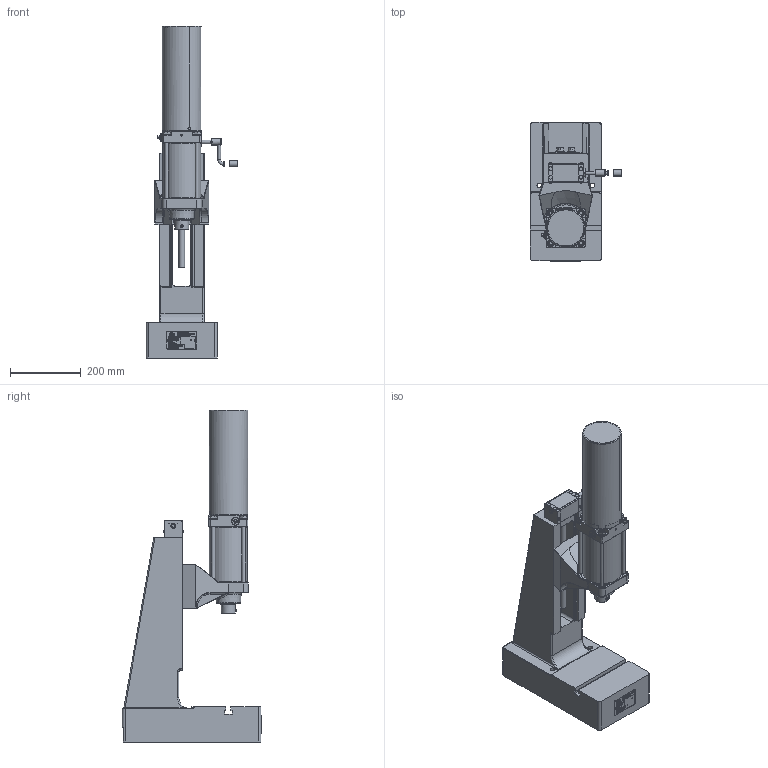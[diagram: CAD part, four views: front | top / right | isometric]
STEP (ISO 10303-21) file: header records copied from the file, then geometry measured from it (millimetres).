
FILE_DESCRIPTION(/* description */ ('DA 450-120-130'),/* implementation_level */ '2;1');
FILE_NAME(/* name */ 'DA_0450_120_130.stp',/* time_stamp */ '2021-10-12T10:06:16+02:00',/* author */ ('RFinsterle'),/* organization */ (''),/* preprocessor_version */ 'ST-DEVELOPER v17',/* originating_system */ 'Autodesk Inventor 2018',/* authorisation */ '');
FILE_SCHEMA (('AUTOMOTIVE_DESIGN { 1 0 10303 214 3 1 1 }'));
Products named in the file (5): ENG-000979_V; ENG-000753-1_V; ENG-000895_V; ENG-000378; ENG-000755
Assembly tree (5 placements, depth 2):
  ENG-000979_V
    ENG-000753-1_V
    ENG-000895_V
    ENG-000378
    ENG-000755  x2
Bounding box: 259.79 x 393.8 x 939.68 mm (x, y, z)
Volume: 11502715.5 mm3; surface area: 1482455.7 mm2
Topology: 6 solids, 15 shells, 7449 faces, 20507 edges, 13521 vertices
Faces by surface type: plane 4419, bspline 2189, cylinder 462, cone 212, torus 92, sphere 75
Full cylindrical faces by diameter (mm): 1 x1, 2 x1, 2.4 x3, 2.459 x2, 2.5 x3, 3 x7, 3.242 x7, 3.3 x2, 3.65 x4, 4 x7, 4.134 x1, 4.917 x6, 5 x3, 6.2 x4, 6.5 x2, 6.647 x1, 8 x9, 8.4 x1, 8.5 x1, 10 x7, 10.02 x1, 10.106 x2, 10.5 x12, 11.8 x2, 12 x7, 13 x8, 13.5 x4, 14 x3, 14.376 x2, 14.95 x3
Entity records: 260812 total; most frequent: CARTESIAN_POINT 78032, ORIENTED_EDGE 40844, DIRECTION 28058, EDGE_CURVE 20422, LINE 13932, VECTOR 13932, VERTEX_POINT 13508, EDGE_LOOP 8030
